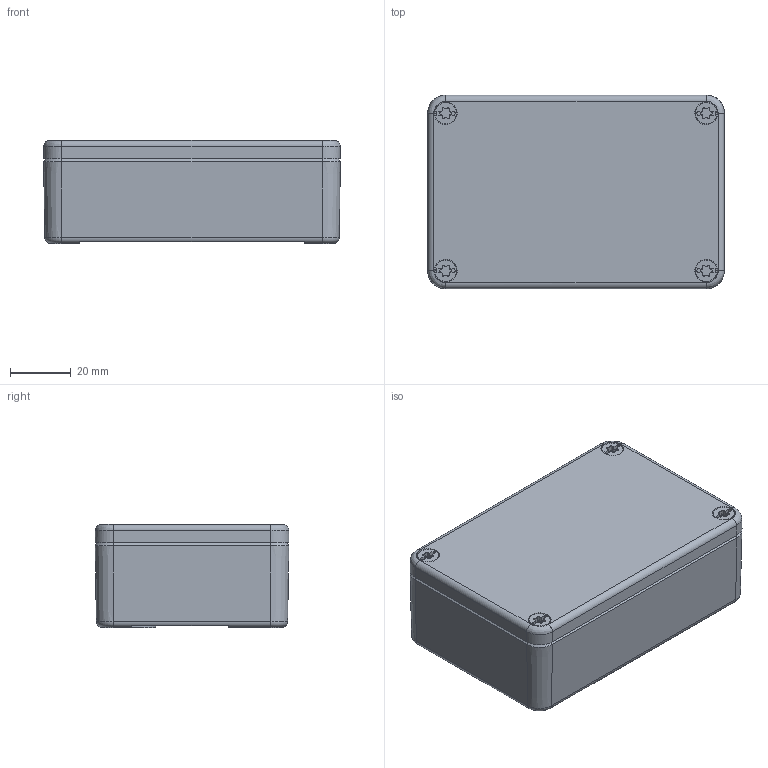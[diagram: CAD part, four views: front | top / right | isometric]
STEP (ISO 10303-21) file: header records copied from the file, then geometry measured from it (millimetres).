
FILE_DESCRIPTION(('CATIA V5R24 STEP','CAx-IF Rec.Pracs.--- Model Styling and Organization---1.2---2011-12-15'),'2;1');
FILE_NAME ('D1459618_1', '2018-04-11T12:13:45+00:00', ('Weidmueller Interface'), ('Weidmueller'), 'CATIA Version 5-6 Release 2014 SP4 HF52', 'CATIA V5 STEP AP214', 'none');
FILE_SCHEMA(('AUTOMOTIVE_DESIGN { 1 0 10303 214 1 1 1 1 }'));
Length unit declared in the file: millimetre
Products named in the file (1): _K02_Zusammenbau
Bounding box: 98 x 64 x 34 mm (x, y, z)
Volume: 70988.8 mm3; surface area: 53186.4 mm2
Topology: 11 solids, 11 shells, 757 faces, 1828 edges, 1139 vertices
Faces by surface type: plane 274, cylinder 267, cone 98, torus 82, bspline 32, sphere 4
Entity records: 23475 total; most frequent: CARTESIAN_POINT 6237, ORIENTED_EDGE 3648, DIRECTION 2796, EDGE_CURVE 1824, AXIS2_PLACEMENT_3D 1334, VERTEX_POINT 1142, VECTOR 868, LINE 868
